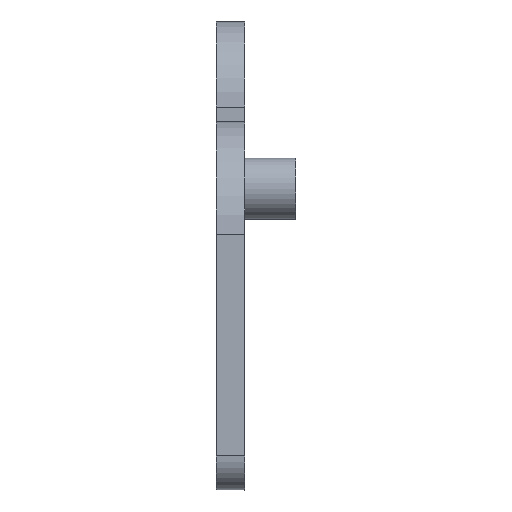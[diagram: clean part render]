
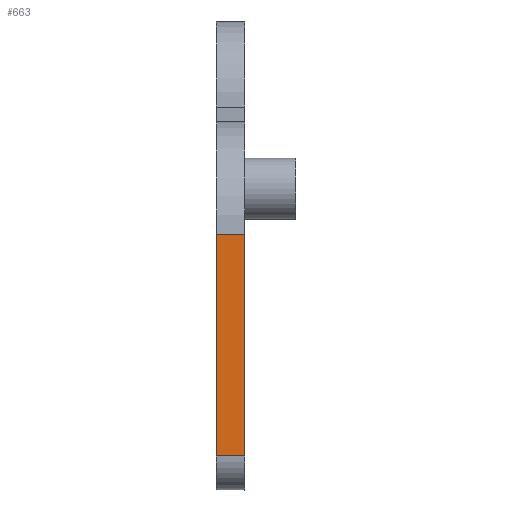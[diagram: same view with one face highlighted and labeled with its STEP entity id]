
A CAD part, left-side view. The second image highlights one B-rep face of the part: STEP entity #663.
In plain terms, the highlighted planar face has unit normal (-1, 0, 0).
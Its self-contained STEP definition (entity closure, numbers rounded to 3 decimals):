
#62=PLANE('',#740);
#85=FACE_OUTER_BOUND('',#138,.T.);
#138=EDGE_LOOP('',(#574,#575,#576,#577));
#175=LINE('',#1049,#222);
#186=LINE('',#1105,#233);
#190=LINE('',#1128,#237);
#192=LINE('',#1131,#239);
#222=VECTOR('',#826,10.);
#233=VECTOR('',#889,10.);
#237=VECTOR('',#911,10.);
#239=VECTOR('',#915,10.);
#325=VERTEX_POINT('',#1046);
#326=VERTEX_POINT('',#1048);
#344=VERTEX_POINT('',#1102);
#345=VERTEX_POINT('',#1104);
#394=EDGE_CURVE('',#325,#326,#175,.T.);
#423=EDGE_CURVE('',#344,#345,#186,.T.);
#435=EDGE_CURVE('',#345,#325,#190,.T.);
#437=EDGE_CURVE('',#326,#344,#192,.T.);
#574=ORIENTED_EDGE('',*,*,#435,.F.);
#575=ORIENTED_EDGE('',*,*,#423,.F.);
#576=ORIENTED_EDGE('',*,*,#437,.F.);
#577=ORIENTED_EDGE('',*,*,#394,.F.);
#663=ADVANCED_FACE('',(#85),#62,.T.);
#740=AXIS2_PLACEMENT_3D('',#1130,#913,#914);
#826=DIRECTION('',(0.,0.,-1.));
#889=DIRECTION('',(0.,0.,1.));
#911=DIRECTION('',(0.,-1.,0.));
#913=DIRECTION('center_axis',(-1.,0.,0.));
#914=DIRECTION('ref_axis',(0.,0.,1.));
#915=DIRECTION('',(0.,1.,0.));
#1046=CARTESIAN_POINT('',(-48.5,-26.35,57.839));
#1048=CARTESIAN_POINT('',(-48.5,-26.35,38.339));
#1049=CARTESIAN_POINT('',(-48.5,-26.35,67.839));
#1102=CARTESIAN_POINT('',(-48.5,-23.85,38.339));
#1104=CARTESIAN_POINT('',(-48.5,-23.85,57.839));
#1105=CARTESIAN_POINT('',(-48.5,-23.85,67.839));
#1128=CARTESIAN_POINT('',(-48.5,-25.1,57.839));
#1130=CARTESIAN_POINT('Origin',(-48.5,-26.35,35.339));
#1131=CARTESIAN_POINT('',(-48.5,-10.325,38.339));
